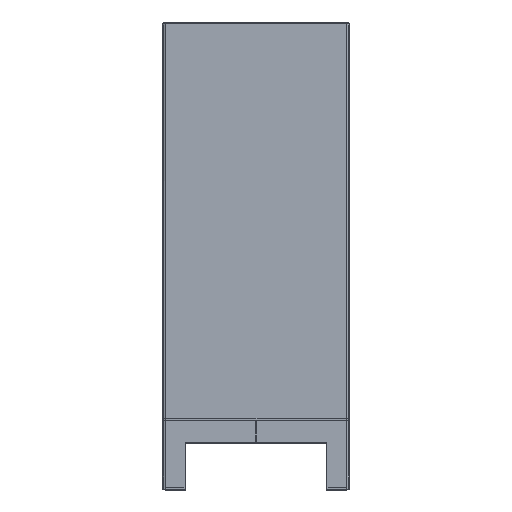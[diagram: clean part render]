
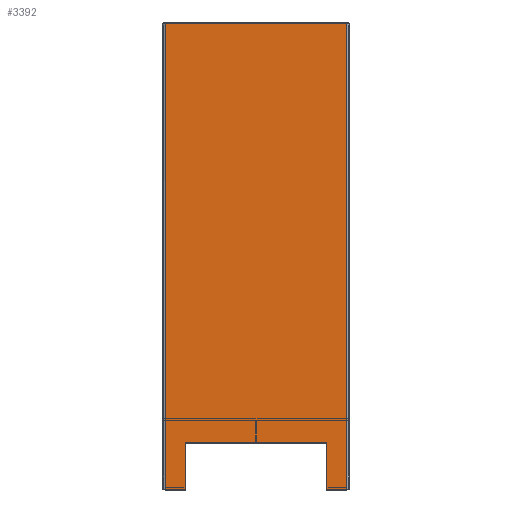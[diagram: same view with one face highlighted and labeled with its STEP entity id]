
A CAD part, top view. The second image highlights one B-rep face of the part: STEP entity #3392.
In plain terms, the highlighted face is planar.
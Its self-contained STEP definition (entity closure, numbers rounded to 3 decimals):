
#66 = ORIENTED_EDGE ( 'NONE', *, *, #2250, .T. ) ;
#157 = VERTEX_POINT ( 'NONE', #2152 ) ;
#299 = ORIENTED_EDGE ( 'NONE', *, *, #529, .T. ) ;
#529 = EDGE_CURVE ( 'NONE', #8135, #3069, #1000, .T. ) ;
#653 = VERTEX_POINT ( 'NONE', #9334 ) ;
#676 = CARTESIAN_POINT ( 'NONE',  ( -194., 0., -997. ) ) ;
#677 = VERTEX_POINT ( 'NONE', #7179 ) ;
#689 = CARTESIAN_POINT ( 'NONE',  ( -200., 0., -997. ) ) ;
#894 = DIRECTION ( 'NONE',  ( 0., 0., -1. ) ) ;
#1000 = LINE ( 'NONE', #8618, #8951 ) ;
#1077 = ORIENTED_EDGE ( 'NONE', *, *, #9195, .T. ) ;
#1141 = CARTESIAN_POINT ( 'NONE',  ( 0., 0., 0. ) ) ;
#1620 = EDGE_LOOP ( 'NONE', ( #1910, #5041, #5114, #7745, #3029, #299, #1077, #66 ) ) ;
#1621 = CARTESIAN_POINT ( 'NONE',  ( 150., 0., -100. ) ) ;
#1832 = CARTESIAN_POINT ( 'NONE',  ( -150., 0., -100. ) ) ;
#1850 = VERTEX_POINT ( 'NONE', #676 ) ;
#1910 = ORIENTED_EDGE ( 'NONE', *, *, #3365, .T. ) ;
#2152 = CARTESIAN_POINT ( 'NONE',  ( 194., 0., 0. ) ) ;
#2174 = CARTESIAN_POINT ( 'NONE',  ( -194., 0., 0. ) ) ;
#2250 = EDGE_CURVE ( 'NONE', #653, #157, #2591, .T. ) ;
#2426 = VECTOR ( 'NONE', #894, 1000. ) ;
#2547 = DIRECTION ( 'NONE',  ( 1., 0., 0. ) ) ;
#2583 = DIRECTION ( 'NONE',  ( 0., 0., 1. ) ) ;
#2591 = LINE ( 'NONE', #8603, #5082 ) ;
#2745 = VECTOR ( 'NONE', #3708, 1000. ) ;
#2764 = EDGE_CURVE ( 'NONE', #3817, #6873, #5149, .T. ) ;
#3029 = ORIENTED_EDGE ( 'NONE', *, *, #5377, .T. ) ;
#3069 = VERTEX_POINT ( 'NONE', #1621 ) ;
#3273 = FACE_OUTER_BOUND ( 'NONE', #1620, .T. ) ;
#3365 = EDGE_CURVE ( 'NONE', #157, #677, #4067, .T. ) ;
#3392 = ADVANCED_FACE ( 'NONE', ( #3273 ), #8717, .F. ) ;
#3708 = DIRECTION ( 'NONE',  ( -1., 0., 0. ) ) ;
#3817 = VERTEX_POINT ( 'NONE', #2174 ) ;
#4067 = LINE ( 'NONE', #9533, #9509 ) ;
#4465 = LINE ( 'NONE', #689, #2745 ) ;
#4654 = VECTOR ( 'NONE', #8219, 1000. ) ;
#4784 = CARTESIAN_POINT ( 'NONE',  ( -150., 0., 0. ) ) ;
#4864 = CARTESIAN_POINT ( 'NONE',  ( -150., 0., 0. ) ) ;
#4865 = CARTESIAN_POINT ( 'NONE',  ( 150., 0., 0. ) ) ;
#4970 = CARTESIAN_POINT ( 'NONE',  ( -194., 0., -997. ) ) ;
#5041 = ORIENTED_EDGE ( 'NONE', *, *, #7308, .T. ) ;
#5082 = VECTOR ( 'NONE', #2547, 1000. ) ;
#5114 = ORIENTED_EDGE ( 'NONE', *, *, #9140, .T. ) ;
#5149 = LINE ( 'NONE', #7570, #4654 ) ;
#5162 = AXIS2_PLACEMENT_3D ( 'NONE', #1141, #6525, #9434 ) ;
#5377 = EDGE_CURVE ( 'NONE', #6873, #8135, #8612, .T. ) ;
#5687 = DIRECTION ( 'NONE',  ( 0., 0., 1. ) ) ;
#6500 = VECTOR ( 'NONE', #2583, 1000. ) ;
#6525 = DIRECTION ( 'NONE',  ( 0., -1., 0. ) ) ;
#6873 = VERTEX_POINT ( 'NONE', #4864 ) ;
#7179 = CARTESIAN_POINT ( 'NONE',  ( 194., 0., -997. ) ) ;
#7294 = VECTOR ( 'NONE', #5687, 1000. ) ;
#7308 = EDGE_CURVE ( 'NONE', #677, #1850, #4465, .T. ) ;
#7570 = CARTESIAN_POINT ( 'NONE',  ( -200., 0., 0. ) ) ;
#7742 = DIRECTION ( 'NONE',  ( 1., 0., 0. ) ) ;
#7745 = ORIENTED_EDGE ( 'NONE', *, *, #2764, .T. ) ;
#8135 = VERTEX_POINT ( 'NONE', #1832 ) ;
#8219 = DIRECTION ( 'NONE',  ( 1., 0., 0. ) ) ;
#8603 = CARTESIAN_POINT ( 'NONE',  ( 150., 0., 0. ) ) ;
#8612 = LINE ( 'NONE', #4784, #2426 ) ;
#8618 = CARTESIAN_POINT ( 'NONE',  ( -150., 0., -100. ) ) ;
#8717 = PLANE ( 'NONE',  #5162 ) ;
#8951 = VECTOR ( 'NONE', #7742, 1000. ) ;
#9140 = EDGE_CURVE ( 'NONE', #1850, #3817, #9559, .T. ) ;
#9195 = EDGE_CURVE ( 'NONE', #3069, #653, #9506, .T. ) ;
#9334 = CARTESIAN_POINT ( 'NONE',  ( 150., 0., 0. ) ) ;
#9434 = DIRECTION ( 'NONE',  ( 0., 0., -1. ) ) ;
#9506 = LINE ( 'NONE', #4865, #6500 ) ;
#9509 = VECTOR ( 'NONE', #9629, 1000. ) ;
#9533 = CARTESIAN_POINT ( 'NONE',  ( 194., 0., 0. ) ) ;
#9559 = LINE ( 'NONE', #4970, #7294 ) ;
#9629 = DIRECTION ( 'NONE',  ( 0., 0., -1. ) ) ;
